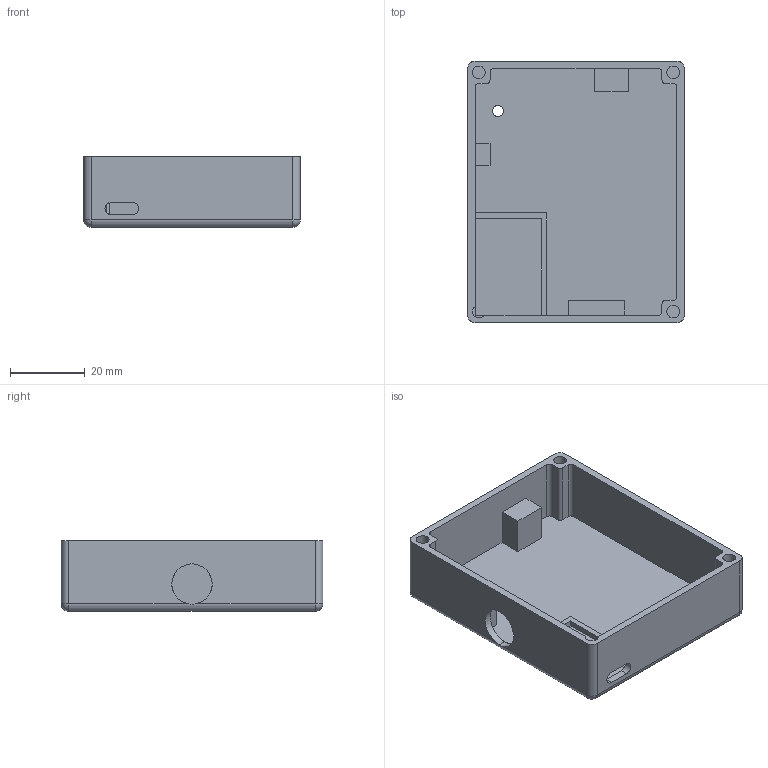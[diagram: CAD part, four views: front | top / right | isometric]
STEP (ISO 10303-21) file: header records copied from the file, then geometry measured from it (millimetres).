
FILE_DESCRIPTION (( 'STEP AP214' ), '1' );
FILE_NAME ('box.STEP', '2025-11-27T16:41:32', ( 'Student' ), ( '' ), 'SwSTEP 2.0', 'SolidWorks 2020', '' );
FILE_SCHEMA (( 'AUTOMOTIVE_DESIGN' ));
Length unit declared in the file: millimetre
Products named in the file (1): box
Bounding box: 58 x 70 x 18.9 mm (x, y, z)
Volume: 17804.3 mm3; surface area: 17103.1 mm2
Topology: 1 solids, 1 shells, 75 faces, 203 edges, 128 vertices
Faces by surface type: plane 41, cylinder 30, sphere 4
Entity records: 2385 total; most frequent: CARTESIAN_POINT 425, DIRECTION 409, ORIENTED_EDGE 398, EDGE_CURVE 199, VECTOR 137, LINE 137, AXIS2_PLACEMENT_3D 136, VERTEX_POINT 128
